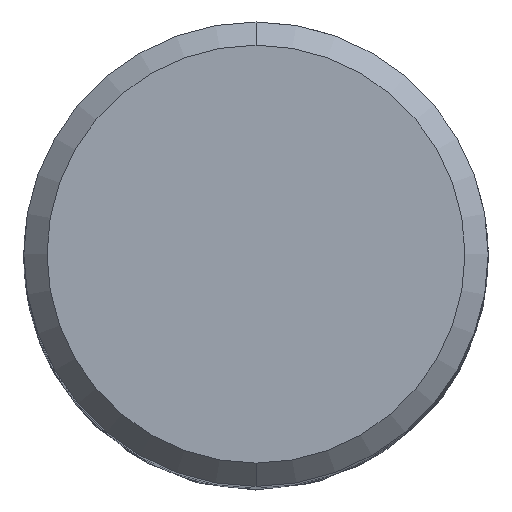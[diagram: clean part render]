
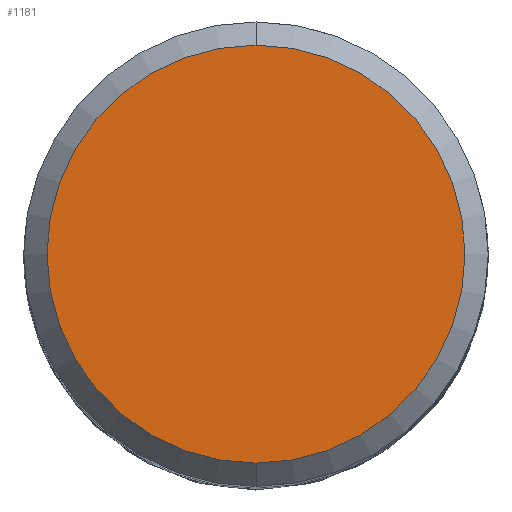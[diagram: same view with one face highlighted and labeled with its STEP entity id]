
A CAD part, top view. The second image highlights one B-rep face of the part: STEP entity #1181.
In plain terms, the highlighted planar face has unit normal (0, 0, 1).
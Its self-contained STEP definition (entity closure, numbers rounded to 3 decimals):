
#719=VERTEX_POINT('',#1833);
#1109=VERTEX_POINT('',#2252);
#1155=EDGE_CURVE('',#1109,#719,#2301,.T.);
#1181=ADVANCED_FACE('',(#2327),#2328,.T.);
#1383=EDGE_CURVE('',#719,#1109,#2554,.T.);
#1833=CARTESIAN_POINT('',(0.0,9.0,0.0));
#2252=CARTESIAN_POINT('',(0.,-9.0,0.0));
#2301=CIRCLE('',#6734,9.0);
#2327=FACE_OUTER_BOUND('',#6786,.T.);
#2328=PLANE('',#6787);
#2554=CIRCLE('',#8508,9.0);
#6734=AXIS2_PLACEMENT_3D('',#11413,#11414,#11415);
#6786=EDGE_LOOP('',(#11427,#11428));
#6787=AXIS2_PLACEMENT_3D('',#11429,#11430,#11431);
#8508=AXIS2_PLACEMENT_3D('',#11677,#11678,#11679);
#11413=CARTESIAN_POINT('',(0.0,0.0,0.0));
#11414=DIRECTION('',(0.0,0.0,-1.0));
#11415=DIRECTION('',(0.0,1.0,0.0));
#11427=ORIENTED_EDGE('',*,*,#1383,.F.);
#11428=ORIENTED_EDGE('',*,*,#1155,.F.);
#11429=CARTESIAN_POINT('',(0.0,4.5,0.0));
#11430=DIRECTION('',(-0.0,0.0,1.0));
#11431=DIRECTION('',(0.0,-1.0,0.0));
#11677=CARTESIAN_POINT('',(0.0,0.0,0.0));
#11678=DIRECTION('',(0.0,0.0,-1.0));
#11679=DIRECTION('',(0.0,1.0,0.0));
